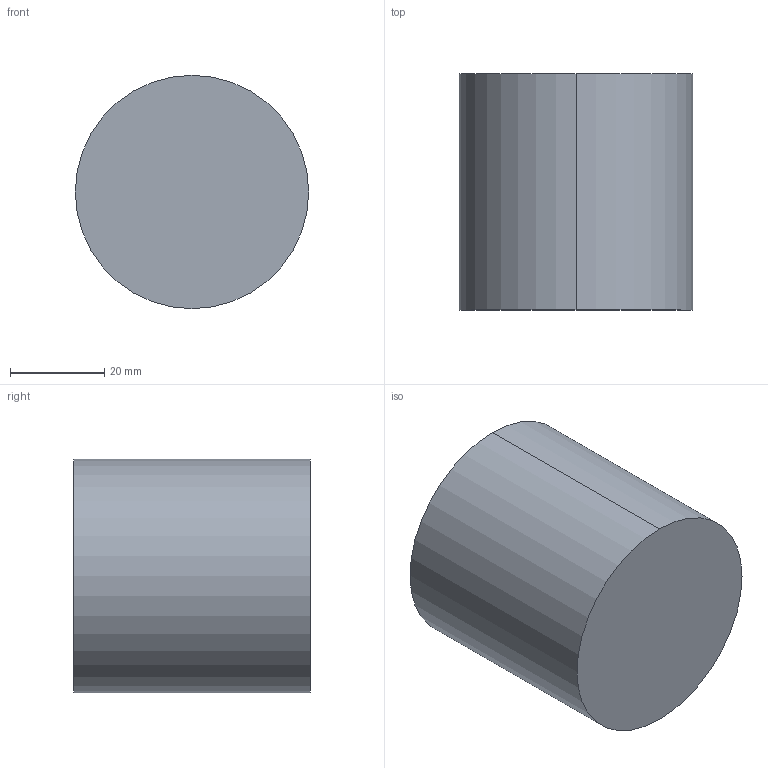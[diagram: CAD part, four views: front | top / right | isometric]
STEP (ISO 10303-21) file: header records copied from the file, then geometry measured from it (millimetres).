
FILE_DESCRIPTION (( 'STEP AP203' ), '1' );
FILE_NAME ('Bloc1_step203.STEP', '2008-03-06T12:56:24', ( 'Family' ), ( 'Guy' ), 'SwSTEP 2.0', 'SolidWorks 2002296', '' );
FILE_SCHEMA (( 'CONFIG_CONTROL_DESIGN' ));
Length unit declared in the file: metre
Products named in the file (1): Bloc1_step203
Bounding box: 49.4 x 50 x 49.4 mm (x, y, z)
Volume: 95832.7 mm3; surface area: 11593 mm2
Topology: 1 solids, 1 shells, 4 faces, 6 edges, 4 vertices
Faces by surface type: cylinder 2, plane 2
Entity records: 171 total; most frequent: DIRECTION 20, CARTESIAN_POINT 15, ORIENTED_EDGE 12, AXIS2_PLACEMENT_3D 9, PERSON_AND_ORGANIZATION 8, EDGE_CURVE 6, PERSON_AND_ORGANIZATION_ROLE 5, CC_DESIGN_PERSON_AND_ORGANIZATION_ASSIGNMENT 5
